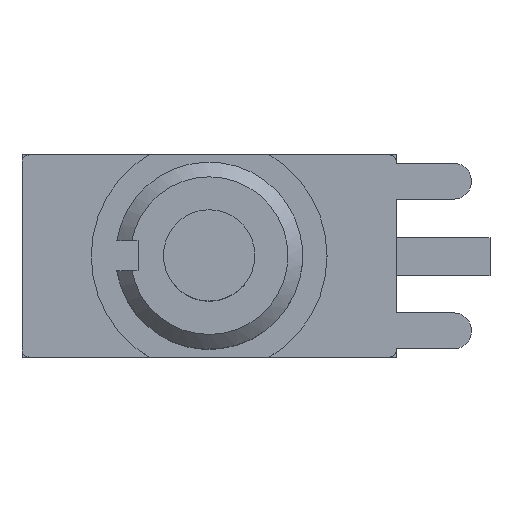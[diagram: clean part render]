
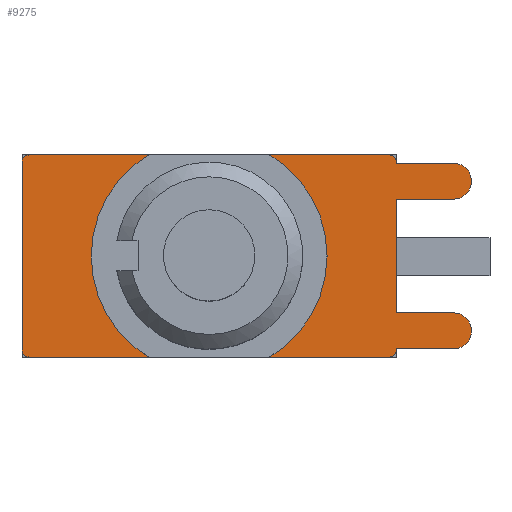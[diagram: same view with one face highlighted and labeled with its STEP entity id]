
A CAD part, top view. The second image highlights one B-rep face of the part: STEP entity #9275.
In plain terms, the highlighted planar face has unit normal (0, 0, 1).
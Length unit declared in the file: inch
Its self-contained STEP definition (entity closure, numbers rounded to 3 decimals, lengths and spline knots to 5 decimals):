
#9083=CARTESIAN_POINT('',(0.25,-0.1252,0.42283));
#9084=VERTEX_POINT('',#9083);
#9085=CARTESIAN_POINT('',(0.24016,-0.13504,0.42283));
#9086=VERTEX_POINT('',#9085);
#9087=CARTESIAN_POINT('',(0.24016,-0.1252,0.42283));
#9088=DIRECTION('',(0.0,0.0,-1.0));
#9089=DIRECTION('',(0.707,-0.707,0.0));
#9090=AXIS2_PLACEMENT_3D('',#9087,#9088,#9089);
#9091=CIRCLE('',#9090,0.00984);
#9092=EDGE_CURVE('',#9084,#9086,#9091,.T.);
#9126=CARTESIAN_POINT('',(-0.24016,-0.13504,0.42283));
#9127=VERTEX_POINT('',#9126);
#9128=CARTESIAN_POINT('',(0.24016,-0.13504,0.42283));
#9129=DIRECTION('',(-1.0,0.0,0.0));
#9130=VECTOR('',#9129,0.48031);
#9131=LINE('',#9128,#9130);
#9132=EDGE_CURVE('',#9086,#9127,#9131,.T.);
#9151=CARTESIAN_POINT('',(0.38041,0.14854,0.42283));
#9152=DIRECTION('',(0.0,0.0,1.0));
#9153=DIRECTION('',(1.0,0.0,0.0));
#9154=AXIS2_PLACEMENT_3D('',#9151,#9152,#9153);
#9155=PLANE('',#9154);
#9156=ORIENTED_EDGE('',*,*,#9092,.F.);
#9157=CARTESIAN_POINT('',(0.25,-0.12402,0.42283));
#9158=VERTEX_POINT('',#9157);
#9159=CARTESIAN_POINT('',(0.25,-0.12402,0.42283));
#9160=DIRECTION('',(0.0,-1.0,0.0));
#9161=VECTOR('',#9160,0.00118);
#9162=LINE('',#9159,#9161);
#9163=EDGE_CURVE('',#9158,#9084,#9162,.T.);
#9164=ORIENTED_EDGE('',*,*,#9163,.F.);
#9165=CARTESIAN_POINT('',(0.32638,-0.12402,0.42283));
#9166=VERTEX_POINT('',#9165);
#9167=CARTESIAN_POINT('',(0.32638,-0.12402,0.42283));
#9168=DIRECTION('',(-1.0,0.0,0.0));
#9169=VECTOR('',#9168,0.07638);
#9170=LINE('',#9167,#9169);
#9171=EDGE_CURVE('',#9166,#9158,#9170,.T.);
#9172=ORIENTED_EDGE('',*,*,#9171,.F.);
#9173=CARTESIAN_POINT('',(0.32638,-0.07598,0.42283));
#9174=VERTEX_POINT('',#9173);
#9175=CARTESIAN_POINT('',(0.32638,-0.1,0.42283));
#9176=DIRECTION('',(0.0,0.0,-1.0));
#9177=DIRECTION('',(0.0,-1.0,0.0));
#9178=AXIS2_PLACEMENT_3D('',#9175,#9176,#9177);
#9179=CIRCLE('',#9178,0.02402);
#9180=EDGE_CURVE('',#9174,#9166,#9179,.T.);
#9181=ORIENTED_EDGE('',*,*,#9180,.F.);
#9182=CARTESIAN_POINT('',(0.25,-0.07598,0.42283));
#9183=VERTEX_POINT('',#9182);
#9184=CARTESIAN_POINT('',(0.25,-0.07598,0.42283));
#9185=DIRECTION('',(1.0,0.0,0.0));
#9186=VECTOR('',#9185,0.07638);
#9187=LINE('',#9184,#9186);
#9188=EDGE_CURVE('',#9183,#9174,#9187,.T.);
#9189=ORIENTED_EDGE('',*,*,#9188,.F.);
#9190=CARTESIAN_POINT('',(0.25,0.07598,0.42283));
#9191=VERTEX_POINT('',#9190);
#9192=CARTESIAN_POINT('',(0.25,0.07598,0.42283));
#9193=DIRECTION('',(0.0,-1.0,0.0));
#9194=VECTOR('',#9193,0.15197);
#9195=LINE('',#9192,#9194);
#9196=EDGE_CURVE('',#9191,#9183,#9195,.T.);
#9197=ORIENTED_EDGE('',*,*,#9196,.F.);
#9198=CARTESIAN_POINT('',(0.32638,0.07598,0.42283));
#9199=VERTEX_POINT('',#9198);
#9200=CARTESIAN_POINT('',(0.32638,0.07598,0.42283));
#9201=DIRECTION('',(-1.0,0.0,0.0));
#9202=VECTOR('',#9201,0.07638);
#9203=LINE('',#9200,#9202);
#9204=EDGE_CURVE('',#9199,#9191,#9203,.T.);
#9205=ORIENTED_EDGE('',*,*,#9204,.F.);
#9206=CARTESIAN_POINT('',(0.32638,0.12402,0.42283));
#9207=VERTEX_POINT('',#9206);
#9208=CARTESIAN_POINT('',(0.32638,0.1,0.42283));
#9209=DIRECTION('',(0.0,0.0,-1.0));
#9210=DIRECTION('',(0.0,-1.0,0.0));
#9211=AXIS2_PLACEMENT_3D('',#9208,#9209,#9210);
#9212=CIRCLE('',#9211,0.02402);
#9213=EDGE_CURVE('',#9207,#9199,#9212,.T.);
#9214=ORIENTED_EDGE('',*,*,#9213,.F.);
#9215=CARTESIAN_POINT('',(0.25,0.12402,0.42283));
#9216=VERTEX_POINT('',#9215);
#9217=CARTESIAN_POINT('',(0.25,0.12402,0.42283));
#9218=DIRECTION('',(1.0,0.0,0.0));
#9219=VECTOR('',#9218,0.07638);
#9220=LINE('',#9217,#9219);
#9221=EDGE_CURVE('',#9216,#9207,#9220,.T.);
#9222=ORIENTED_EDGE('',*,*,#9221,.F.);
#9223=CARTESIAN_POINT('',(0.25,0.1252,0.42283));
#9224=VERTEX_POINT('',#9223);
#9225=CARTESIAN_POINT('',(0.25,0.1252,0.42283));
#9226=DIRECTION('',(0.0,-1.0,0.0));
#9227=VECTOR('',#9226,0.00118);
#9228=LINE('',#9225,#9227);
#9229=EDGE_CURVE('',#9224,#9216,#9228,.T.);
#9230=ORIENTED_EDGE('',*,*,#9229,.F.);
#9231=CARTESIAN_POINT('',(0.24016,0.13504,0.42283));
#9232=VERTEX_POINT('',#9231);
#9233=CARTESIAN_POINT('',(0.24016,0.1252,0.42283));
#9234=DIRECTION('',(0.0,0.0,-1.0));
#9235=DIRECTION('',(0.707,0.707,0.0));
#9236=AXIS2_PLACEMENT_3D('',#9233,#9234,#9235);
#9237=CIRCLE('',#9236,0.00984);
#9238=EDGE_CURVE('',#9232,#9224,#9237,.T.);
#9239=ORIENTED_EDGE('',*,*,#9238,.F.);
#9240=CARTESIAN_POINT('',(-0.24016,0.13504,0.42283));
#9241=VERTEX_POINT('',#9240);
#9242=CARTESIAN_POINT('',(-0.24016,0.13504,0.42283));
#9243=DIRECTION('',(1.0,0.0,0.0));
#9244=VECTOR('',#9243,0.48031);
#9245=LINE('',#9242,#9244);
#9246=EDGE_CURVE('',#9241,#9232,#9245,.T.);
#9247=ORIENTED_EDGE('',*,*,#9246,.F.);
#9248=CARTESIAN_POINT('',(-0.25,0.1252,0.42283));
#9249=VERTEX_POINT('',#9248);
#9250=CARTESIAN_POINT('',(-0.24016,0.1252,0.42283));
#9251=DIRECTION('',(0.0,0.0,-1.0));
#9252=DIRECTION('',(-0.707,0.707,0.0));
#9253=AXIS2_PLACEMENT_3D('',#9250,#9251,#9252);
#9254=CIRCLE('',#9253,0.00984);
#9255=EDGE_CURVE('',#9249,#9241,#9254,.T.);
#9256=ORIENTED_EDGE('',*,*,#9255,.F.);
#9257=CARTESIAN_POINT('',(-0.25,-0.1252,0.42283));
#9258=VERTEX_POINT('',#9257);
#9259=CARTESIAN_POINT('',(-0.25,-0.1252,0.42283));
#9260=DIRECTION('',(0.0,1.0,0.0));
#9261=VECTOR('',#9260,0.25039);
#9262=LINE('',#9259,#9261);
#9263=EDGE_CURVE('',#9258,#9249,#9262,.T.);
#9264=ORIENTED_EDGE('',*,*,#9263,.F.);
#9265=CARTESIAN_POINT('',(-0.24016,-0.1252,0.42283));
#9266=DIRECTION('',(0.0,0.0,-1.0));
#9267=DIRECTION('',(-0.707,-0.707,0.0));
#9268=AXIS2_PLACEMENT_3D('',#9265,#9266,#9267);
#9269=CIRCLE('',#9268,0.00984);
#9270=EDGE_CURVE('',#9127,#9258,#9269,.T.);
#9271=ORIENTED_EDGE('',*,*,#9270,.F.);
#9272=ORIENTED_EDGE('',*,*,#9132,.F.);
#9273=EDGE_LOOP('',(#9156,#9164,#9172,#9181,#9189,#9197,#9205,#9214,#9222,#9230,#9239,#9247,#9256,#9264,#9271,#9272));
#9274=FACE_OUTER_BOUND('',#9273,.T.);
#9275=ADVANCED_FACE('',(#9274),#9155,.T.);
